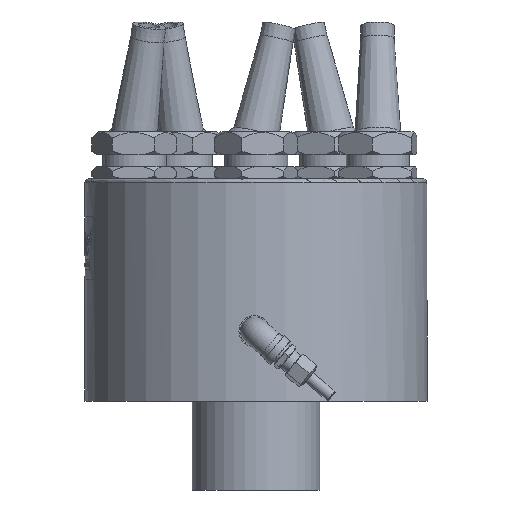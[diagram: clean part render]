
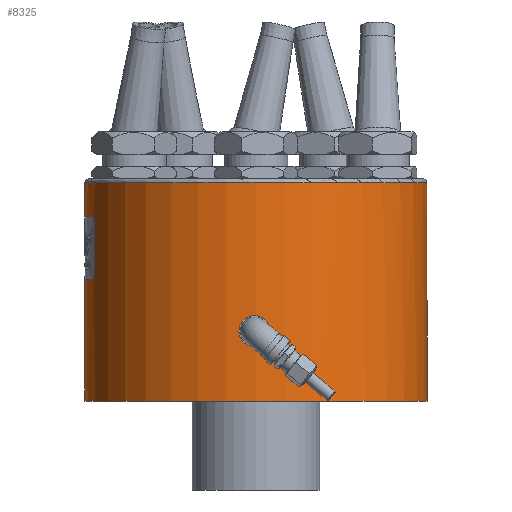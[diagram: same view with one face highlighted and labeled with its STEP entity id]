
A CAD part, left-side view. The second image highlights one B-rep face of the part: STEP entity #8325.
In plain terms, the highlighted cylindrical face has radius 127 mm (diameter 254 mm), a full revolution.
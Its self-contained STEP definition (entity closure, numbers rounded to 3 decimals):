
#568=LINE($,#11731,#1053);
#569=LINE($,#11757,#1054);
#1053=VECTOR($,#9651,35.7);
#1054=VECTOR($,#9654,35.7);
#1829=B_SPLINE_CURVE_WITH_KNOTS($,3,(#11720,#11721,#11722,#11723,#11724,
#11725,#11726,#11727,#11728,#11729),.UNSPECIFIED.,.F.,.F.,(4,2,2,2,4),(-0.811,
-0.603,-0.395,-0.197,0.),
 .UNSPECIFIED.);
#1830=B_SPLINE_CURVE_WITH_KNOTS($,3,(#11733,#11734,#11735,#11736,#11737,
#11738,#11739,#11740,#11741,#11742),.UNSPECIFIED.,.F.,.F.,(4,2,2,2,4),(-3.237,
-3.039,-2.842,-2.633,-2.425),
 .UNSPECIFIED.);
#1831=B_SPLINE_CURVE_WITH_KNOTS($,3,(#11746,#11747,#11748,#11749,#11750,
#11751,#11752,#11753,#11754,#11755),.UNSPECIFIED.,.F.,.F.,(4,2,2,2,4),(-2.429,
-2.221,-2.013,-1.815,-1.618),
 .UNSPECIFIED.);
#1832=B_SPLINE_CURVE_WITH_KNOTS($,3,(#11759,#11760,#11761,#11762,#11763,
#11764,#11765,#11766,#11767,#11768),.UNSPECIFIED.,.F.,.F.,(4,2,2,2,4),(-1.618,
-1.42,-1.223,-1.015,-0.806),
 .UNSPECIFIED.);
#2003=CYLINDRICAL_SURFACE($,#8843,127.);
#2054=FACE_BOUND($,#2670,.T.);
#2055=FACE_BOUND($,#2671,.T.);
#2056=FACE_BOUND($,#2672,.T.);
#2670=EDGE_LOOP($,(#5668,#5669,#5670,#5671,#5672,#5673,#5674,#5675));
#2671=EDGE_LOOP($,(#5676));
#2672=EDGE_LOOP($,(#5677));
#3272=CIRCLE($,#8836,127.);
#3278=CIRCLE($,#8844,127.);
#3279=CIRCLE($,#8845,127.);
#3280=CIRCLE($,#8846,127.);
#3534=VERTEX_POINT($,#11599);
#3575=VERTEX_POINT($,#11718);
#3576=VERTEX_POINT($,#11719);
#3577=VERTEX_POINT($,#11730);
#3578=VERTEX_POINT($,#11732);
#3579=VERTEX_POINT($,#11743);
#3580=VERTEX_POINT($,#11745);
#3581=VERTEX_POINT($,#11756);
#3582=VERTEX_POINT($,#11758);
#3583=VERTEX_POINT($,#11770);
#4381=EDGE_CURVE($,#3534,#3534,#3272,.T.);
#4427=EDGE_CURVE($,#3575,#3576,#1829,.T.);
#4428=EDGE_CURVE($,#3576,#3577,#568,.T.);
#4429=EDGE_CURVE($,#3577,#3578,#1830,.T.);
#4430=EDGE_CURVE($,#3578,#3579,#3278,.T.);
#4431=EDGE_CURVE($,#3579,#3580,#1831,.T.);
#4432=EDGE_CURVE($,#3580,#3581,#569,.T.);
#4433=EDGE_CURVE($,#3581,#3582,#1832,.T.);
#4434=EDGE_CURVE($,#3582,#3575,#3279,.T.);
#4435=EDGE_CURVE($,#3583,#3583,#3280,.T.);
#5668=ORIENTED_EDGE($,*,*,#4427,.T.);
#5669=ORIENTED_EDGE($,*,*,#4428,.T.);
#5670=ORIENTED_EDGE($,*,*,#4429,.T.);
#5671=ORIENTED_EDGE($,*,*,#4430,.T.);
#5672=ORIENTED_EDGE($,*,*,#4431,.T.);
#5673=ORIENTED_EDGE($,*,*,#4432,.T.);
#5674=ORIENTED_EDGE($,*,*,#4433,.T.);
#5675=ORIENTED_EDGE($,*,*,#4434,.T.);
#5676=ORIENTED_EDGE($,*,*,#4435,.F.);
#5677=ORIENTED_EDGE($,*,*,#4381,.F.);
#8325=ADVANCED_FACE($,(#2054,#2055,#2056),#2003,.T.);
#8836=AXIS2_PLACEMENT_3D($,#11600,#9605,#9606);
#8843=AXIS2_PLACEMENT_3D($,#11717,#9649,#9650);
#8844=AXIS2_PLACEMENT_3D($,#11744,#9652,#9653);
#8845=AXIS2_PLACEMENT_3D($,#11769,#9655,#9656);
#8846=AXIS2_PLACEMENT_3D($,#11771,#9657,#9658);
#9605=DIRECTION('center_axis',(0.,0.,1.));
#9606=DIRECTION('ref_axis',(1.,0.,0.));
#9649=DIRECTION('center_axis',(0.,0.,-1.));
#9650=DIRECTION('ref_axis',(1.,0.,0.));
#9651=DIRECTION($,(0.,0.,-1.));
#9652=DIRECTION('center_axis',(0.,0.,-1.));
#9653=DIRECTION('ref_axis',(1.,0.,0.));
#9654=DIRECTION($,(0.,0.,1.));
#9655=DIRECTION('center_axis',(0.,0.,1.));
#9656=DIRECTION('ref_axis',(1.,0.,0.));
#9657=DIRECTION('center_axis',(0.,0.,-1.));
#9658=DIRECTION('ref_axis',(1.,0.,0.));
#11599=CARTESIAN_POINT('',(-127.,0.,162.));
#11600=CARTESIAN_POINT('Origin',(0.,0.,162.));
#11717=CARTESIAN_POINT('Origin',(0.,0.,165.));
#11718=CARTESIAN_POINT('',(-36.911,121.518,136.631));
#11719=CARTESIAN_POINT('',(-42.161,119.798,131.381));
#11720=CARTESIAN_POINT('Ctrl Pts',(-36.911,121.518,136.631));
#11721=CARTESIAN_POINT('Ctrl Pts',(-37.575,121.316,136.631));
#11722=CARTESIAN_POINT('Ctrl Pts',(-38.284,121.094,136.498));
#11723=CARTESIAN_POINT('Ctrl Pts',(-39.59,120.674,135.952));
#11724=CARTESIAN_POINT('Ctrl Pts',(-40.187,120.475,135.539));
#11725=CARTESIAN_POINT('Ctrl Pts',(-41.108,120.164,134.599));
#11726=CARTESIAN_POINT('Ctrl Pts',(-41.503,120.027,134.018));
#11727=CARTESIAN_POINT('Ctrl Pts',(-42.029,119.844,132.739));
#11728=CARTESIAN_POINT('Ctrl Pts',(-42.161,119.798,132.039));
#11729=CARTESIAN_POINT('Ctrl Pts',(-42.161,119.798,131.381));
#11730=CARTESIAN_POINT('',(-42.161,119.798,95.681));
#11731=CARTESIAN_POINT($,(-42.161,119.798,165.));
#11732=CARTESIAN_POINT('',(-36.911,121.518,90.431));
#11733=CARTESIAN_POINT('Ctrl Pts',(-42.161,119.798,95.681));
#11734=CARTESIAN_POINT('Ctrl Pts',(-42.161,119.798,95.023));
#11735=CARTESIAN_POINT('Ctrl Pts',(-42.029,119.844,94.324));
#11736=CARTESIAN_POINT('Ctrl Pts',(-41.503,120.027,93.044));
#11737=CARTESIAN_POINT('Ctrl Pts',(-41.108,120.164,92.464));
#11738=CARTESIAN_POINT('Ctrl Pts',(-40.187,120.475,91.524));
#11739=CARTESIAN_POINT('Ctrl Pts',(-39.59,120.674,91.111));
#11740=CARTESIAN_POINT('Ctrl Pts',(-38.284,121.094,90.565));
#11741=CARTESIAN_POINT('Ctrl Pts',(-37.575,121.316,90.431));
#11742=CARTESIAN_POINT('Ctrl Pts',(-36.911,121.518,90.431));
#11743=CARTESIAN_POINT('',(36.589,121.615,90.431));
#11744=CARTESIAN_POINT('Origin',(0.,0.,90.431));
#11745=CARTESIAN_POINT('',(41.839,119.91,95.681));
#11746=CARTESIAN_POINT('Ctrl Pts',(36.589,121.615,90.431));
#11747=CARTESIAN_POINT('Ctrl Pts',(37.253,121.415,90.431));
#11748=CARTESIAN_POINT('Ctrl Pts',(37.962,121.196,90.565));
#11749=CARTESIAN_POINT('Ctrl Pts',(39.267,120.779,91.111));
#11750=CARTESIAN_POINT('Ctrl Pts',(39.865,120.582,91.523));
#11751=CARTESIAN_POINT('Ctrl Pts',(40.786,120.273,92.463));
#11752=CARTESIAN_POINT('Ctrl Pts',(41.181,120.138,93.044));
#11753=CARTESIAN_POINT('Ctrl Pts',(41.708,119.956,94.324));
#11754=CARTESIAN_POINT('Ctrl Pts',(41.839,119.91,95.023));
#11755=CARTESIAN_POINT('Ctrl Pts',(41.839,119.91,95.681));
#11756=CARTESIAN_POINT('',(41.839,119.91,131.381));
#11757=CARTESIAN_POINT($,(41.839,119.91,165.));
#11758=CARTESIAN_POINT('',(36.589,121.615,136.631));
#11759=CARTESIAN_POINT('Ctrl Pts',(41.839,119.91,131.381));
#11760=CARTESIAN_POINT('Ctrl Pts',(41.839,119.91,132.039));
#11761=CARTESIAN_POINT('Ctrl Pts',(41.708,119.956,132.739));
#11762=CARTESIAN_POINT('Ctrl Pts',(41.181,120.138,134.019));
#11763=CARTESIAN_POINT('Ctrl Pts',(40.786,120.273,134.599));
#11764=CARTESIAN_POINT('Ctrl Pts',(39.865,120.582,135.539));
#11765=CARTESIAN_POINT('Ctrl Pts',(39.267,120.779,135.952));
#11766=CARTESIAN_POINT('Ctrl Pts',(37.962,121.196,136.498));
#11767=CARTESIAN_POINT('Ctrl Pts',(37.253,121.415,136.631));
#11768=CARTESIAN_POINT('Ctrl Pts',(36.589,121.615,136.631));
#11769=CARTESIAN_POINT('Origin',(0.,0.,136.631));
#11770=CARTESIAN_POINT('',(-127.,0.,0.));
#11771=CARTESIAN_POINT('Origin',(0.,0.,0.));
